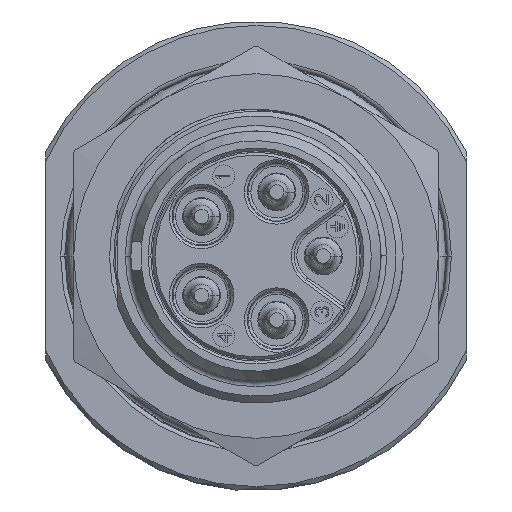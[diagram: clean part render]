
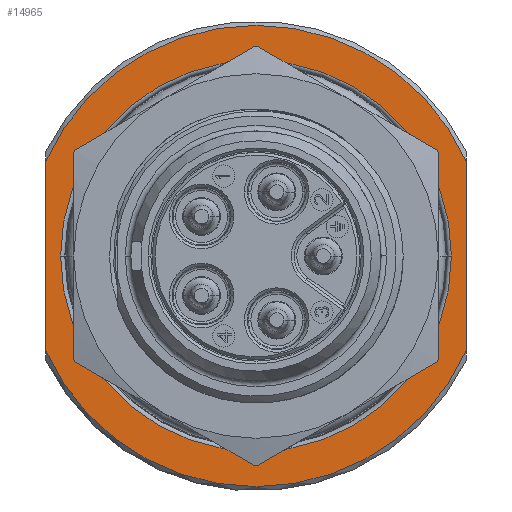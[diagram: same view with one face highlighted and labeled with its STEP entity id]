
A CAD part, left-side view. The second image highlights one B-rep face of the part: STEP entity #14965.
In plain terms, the highlighted planar face has unit normal (-1, 0, 0).
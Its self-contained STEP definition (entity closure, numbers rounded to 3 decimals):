
#109=CARTESIAN_POINT('',(20.5,0.,0.));
#110=DIRECTION('',(-1.,0.,0.));
#111=DIRECTION('',(0.,0.912,-0.411));
#112=AXIS2_PLACEMENT_3D('',#109,#110,#111);
#133=DIRECTION('',(0.,0.,1.));
#134=VECTOR('',#133,13.506);
#135=CARTESIAN_POINT('',(20.5,15.,-6.753));
#136=LINE('1435',#135,#134);
#137=DIRECTION('',(0.,0.,-1.));
#138=VECTOR('',#137,13.506);
#139=CARTESIAN_POINT('',(20.5,-15.,6.753));
#140=LINE('1434',#139,#138);
#141=CARTESIAN_POINT('',(20.5,0.,0.));
#142=DIRECTION('',(1.,0.,0.));
#143=DIRECTION('',(0.,0.912,0.411));
#144=AXIS2_PLACEMENT_3D('',#141,#142,#143);
#165=CARTESIAN_POINT('',(20.5,0.,0.));
#166=DIRECTION('',(1.,0.,0.));
#167=DIRECTION('',(0.,1.,0.));
#168=AXIS2_PLACEMENT_3D('',#165,#166,#167);
#180=CARTESIAN_POINT('',(20.5,0.,0.));
#181=DIRECTION('',(1.,0.,0.));
#182=DIRECTION('',(0.,-1.,0.));
#183=AXIS2_PLACEMENT_3D('',#180,#181,#182);
#12454=CARTESIAN_POINT('',(20.5,13.939,0.));
#12455=CARTESIAN_POINT('',(20.5,-13.939,0.));
#12456=VERTEX_POINT('',#12454);
#12457=VERTEX_POINT('',#12455);
#12494=CARTESIAN_POINT('',(20.5,15.,6.753));
#12495=CARTESIAN_POINT('',(20.5,-15.,6.753));
#12496=VERTEX_POINT('',#12494);
#12497=VERTEX_POINT('',#12495);
#12510=CARTESIAN_POINT('',(20.5,15.,-6.753));
#12511=CARTESIAN_POINT('',(20.5,-15.,-6.753));
#12512=VERTEX_POINT('',#12510);
#12513=VERTEX_POINT('',#12511);
#14947=CARTESIAN_POINT('',(20.5,0.,0.));
#14948=DIRECTION('',(1.,0.,0.));
#14949=DIRECTION('',(0.,-1.,0.));
#14950=AXIS2_PLACEMENT_3D('',#14947,#14948,#14949);
#14951=PLANE('247',#14950);
#14952=ORIENTED_EDGE('1435',*,*,#14848,.T.);
#14954=ORIENTED_EDGE('1416',*,*,#14953,.T.);
#14955=ORIENTED_EDGE('1434',*,*,#14899,.T.);
#14956=ORIENTED_EDGE('1426',*,*,#14939,.F.);
#14957=EDGE_LOOP('247',(#14952,#14954,#14955,#14956));
#14958=FACE_OUTER_BOUND('247',#14957,.F.);
#14960=ORIENTED_EDGE('1374',*,*,#14959,.F.);
#14962=ORIENTED_EDGE('1376',*,*,#14961,.F.);
#14963=EDGE_LOOP('247',(#14960,#14962));
#14964=FACE_BOUND('247',#14963,.F.);
#113=CIRCLE('1426',#112,16.45);
#145=CIRCLE('1416',#144,16.45);
#169=CIRCLE('1374',#168,13.939);
#184=CIRCLE('1376',#183,13.939);
#14848=EDGE_CURVE('1435',#12512,#12496,#136,.T.);
#14899=EDGE_CURVE('1434',#12497,#12513,#140,.T.);
#14939=EDGE_CURVE('1426',#12512,#12513,#113,.T.);
#14953=EDGE_CURVE('1416',#12496,#12497,#145,.T.);
#14959=EDGE_CURVE('1374',#12456,#12457,#169,.T.);
#14961=EDGE_CURVE('1376',#12457,#12456,#184,.T.);
#14965=ADVANCED_FACE('247',(#14958,#14964),#14951,.F.);
